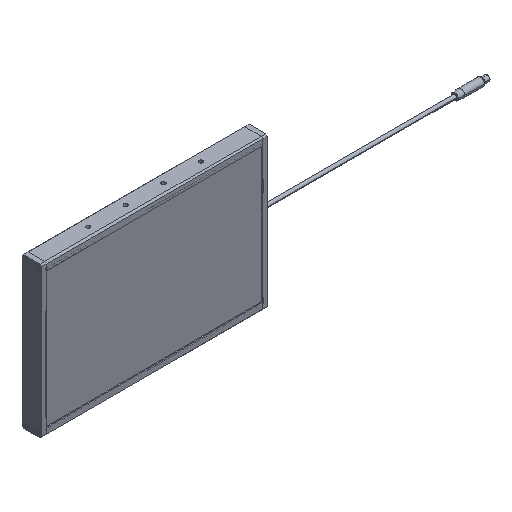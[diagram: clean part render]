
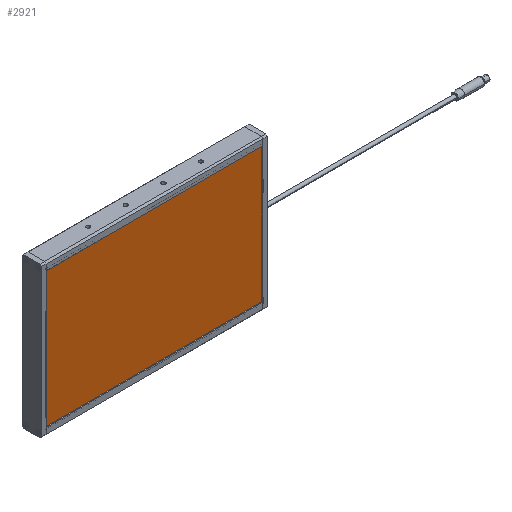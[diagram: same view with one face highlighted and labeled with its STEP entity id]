
A CAD part, isometric view. The second image highlights one B-rep face of the part: STEP entity #2921.
In plain terms, the highlighted planar face has unit normal (0, -1, 0).
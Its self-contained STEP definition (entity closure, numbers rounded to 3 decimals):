
#383 = DIRECTION ( 'NONE',  ( 0., -1., 0. ) ) ;
#894 = FACE_OUTER_BOUND ( 'NONE', #4961, .T. ) ;
#907 = EDGE_CURVE ( 'NONE', #5011, #3425, #9566, .T. ) ;
#1757 = ORIENTED_EDGE ( 'NONE', *, *, #7762, .F. ) ;
#2382 = VERTEX_POINT ( 'NONE', #4149 ) ;
#2427 = CARTESIAN_POINT ( 'NONE',  ( -146., 0., 92.5 ) ) ;
#2604 = CARTESIAN_POINT ( 'NONE',  ( -146., 0., -92.5 ) ) ;
#2844 = DIRECTION ( 'NONE',  ( 0., 0., -1. ) ) ;
#2921 = ADVANCED_FACE ( 'NONE', ( #894 ), #3576, .T. ) ;
#3343 = DIRECTION ( 'NONE',  ( -1., 0., 0. ) ) ;
#3425 = VERTEX_POINT ( 'NONE', #10686 ) ;
#3576 = PLANE ( 'NONE',  #4892 ) ;
#4149 = CARTESIAN_POINT ( 'NONE',  ( 146., 0., -92.5 ) ) ;
#4248 = LINE ( 'NONE', #4299, #8967 ) ;
#4299 = CARTESIAN_POINT ( 'NONE',  ( -146., 0., 92.5 ) ) ;
#4502 = ORIENTED_EDGE ( 'NONE', *, *, #907, .F. ) ;
#4570 = VECTOR ( 'NONE', #3343, 1000. ) ;
#4892 = AXIS2_PLACEMENT_3D ( 'NONE', #10883, #383, #2844 ) ;
#4906 = DIRECTION ( 'NONE',  ( 0., 0., -1. ) ) ;
#4961 = EDGE_LOOP ( 'NONE', ( #1757, #4502, #9882, #5857 ) ) ;
#5011 = VERTEX_POINT ( 'NONE', #2427 ) ;
#5622 = VERTEX_POINT ( 'NONE', #7556 ) ;
#5723 = CARTESIAN_POINT ( 'NONE',  ( 146., 0., 92.5 ) ) ;
#5857 = ORIENTED_EDGE ( 'NONE', *, *, #8343, .F. ) ;
#6798 = CARTESIAN_POINT ( 'NONE',  ( -146., 0., 92.5 ) ) ;
#7182 = VECTOR ( 'NONE', #8707, 1000. ) ;
#7556 = CARTESIAN_POINT ( 'NONE',  ( -146., 0., -92.5 ) ) ;
#7762 = EDGE_CURVE ( 'NONE', #3425, #2382, #9122, .T. ) ;
#7883 = LINE ( 'NONE', #2604, #4570 ) ;
#8343 = EDGE_CURVE ( 'NONE', #2382, #5622, #7883, .T. ) ;
#8707 = DIRECTION ( 'NONE',  ( 1., 0., 0. ) ) ;
#8967 = VECTOR ( 'NONE', #11306, 1000. ) ;
#9001 = VECTOR ( 'NONE', #4906, 1000. ) ;
#9122 = LINE ( 'NONE', #5723, #9001 ) ;
#9566 = LINE ( 'NONE', #6798, #7182 ) ;
#9882 = ORIENTED_EDGE ( 'NONE', *, *, #10819, .F. ) ;
#10686 = CARTESIAN_POINT ( 'NONE',  ( 146., 0., 92.5 ) ) ;
#10819 = EDGE_CURVE ( 'NONE', #5622, #5011, #4248, .T. ) ;
#10883 = CARTESIAN_POINT ( 'NONE',  ( 0., 0., 0. ) ) ;
#11306 = DIRECTION ( 'NONE',  ( 0., 0., 1. ) ) ;
